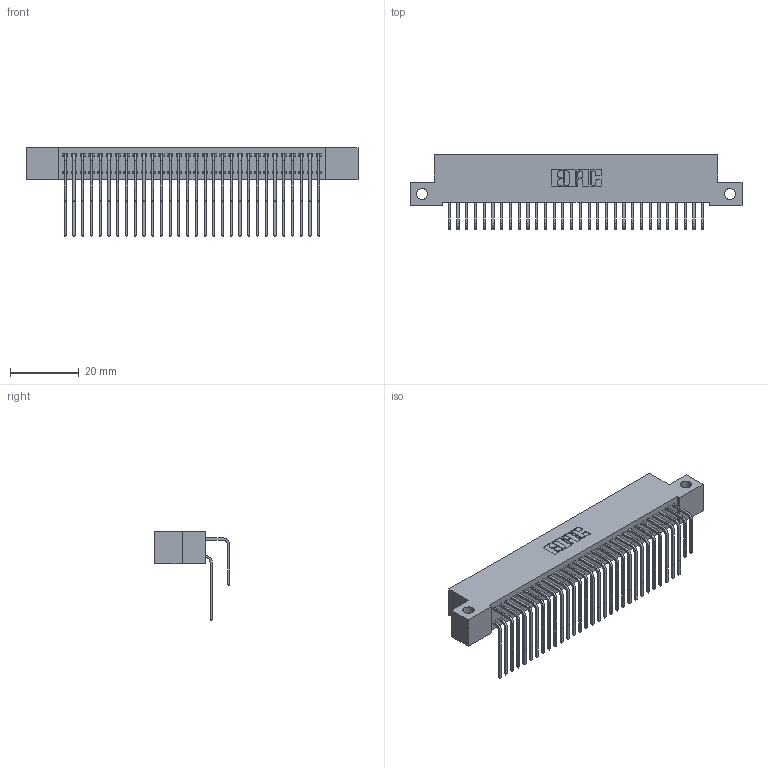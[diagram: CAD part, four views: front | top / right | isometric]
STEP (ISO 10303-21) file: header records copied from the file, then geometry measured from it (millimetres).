
FILE_DESCRIPTION (( 'STEP AP203' ), '1' );
FILE_NAME ('342-060-558-212.STEP', '2019-10-03T13:36:12', ( '' ), ( '' ), 'SwSTEP 2.0', 'SolidWorks 2016', '' );
FILE_SCHEMA (( 'CONFIG_CONTROL_DESIGN' ));
Length unit declared in the file: inch
Products named in the file (4): 342 Part_Side Mount; 345-292-001_558 559 Tail - 1; 345-292-001_558 Tail - 2; 342-060-558-212
Assembly tree (61 placements, depth 2):
  342-060-558-212
    342 Part_Side Mount
    345-292-001_558 559 Tail - 1  x30
    345-292-001_558 Tail - 2  x30
Bounding box: 96.52 x 21.91 x 25.78 mm (x, y, z)
Volume: 8887.7 mm3; surface area: 15577.2 mm2
Topology: 61 solids, 61 shells, 3350 faces, 9959 edges, 6558 vertices
Faces by surface type: plane 2346, cylinder 1004
Entity records: 22507 total; most frequent: CARTESIAN_POINT 3793, ORIENTED_EDGE 3678, DIRECTION 3243, EDGE_CURVE 1839, LINE 1671, VECTOR 1671, VERTEX_POINT 1222, AXIS2_PLACEMENT_3D 786
